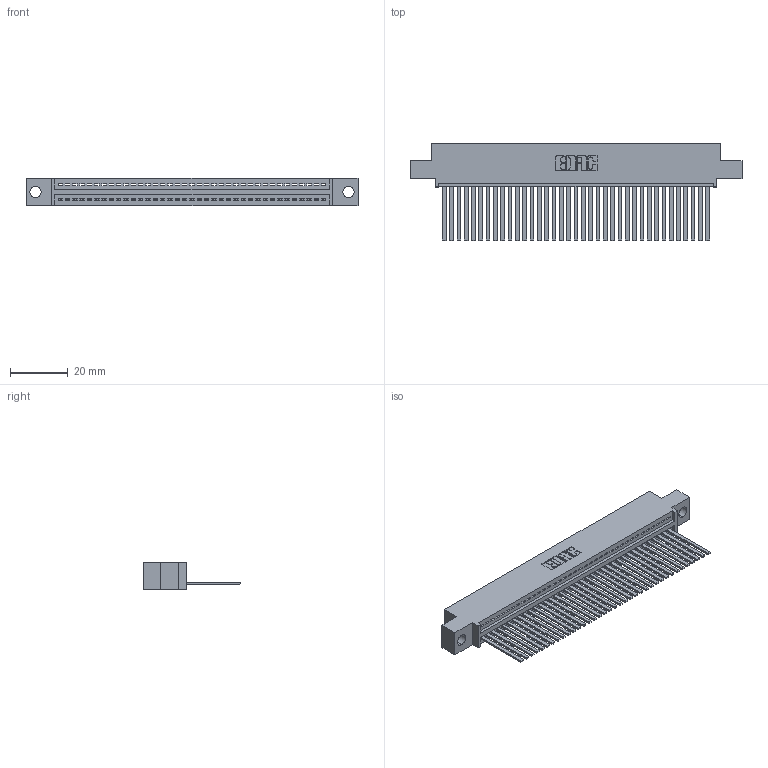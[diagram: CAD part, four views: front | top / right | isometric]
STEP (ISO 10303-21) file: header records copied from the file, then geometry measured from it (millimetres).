
FILE_DESCRIPTION (( 'STEP AP203' ), '1' );
FILE_NAME ('395-037-544-404.STEP', '2019-10-22T00:04:51', ( '' ), ( '' ), 'SwSTEP 2.0', 'SolidWorks 2016', '' );
FILE_SCHEMA (( 'CONFIG_CONTROL_DESIGN' ));
Length unit declared in the file: inch
Products named in the file (3): 395-037-544-404; 345 Part_0.110 Offset - 0.156 Dia-TH; 345-292-001_345-293-144
Assembly tree (38 placements, depth 2):
  395-037-544-404
    345 Part_0.110 Offset - 0.156 Dia-TH
    345-292-001_345-293-144  x37
Bounding box: 115.19 x 33.96 x 9.4 mm (x, y, z)
Volume: 11167.1 mm3; surface area: 15949.2 mm2
Topology: 38 solids, 38 shells, 2054 faces, 6199 edges, 4082 vertices
Faces by surface type: plane 1416, cylinder 638
Entity records: 28471 total; most frequent: CARTESIAN_POINT 4939, ORIENTED_EDGE 4910, DIRECTION 4317, EDGE_CURVE 2455, VECTOR 2179, LINE 2179, VERTEX_POINT 1634, AXIS2_PLACEMENT_3D 1069
